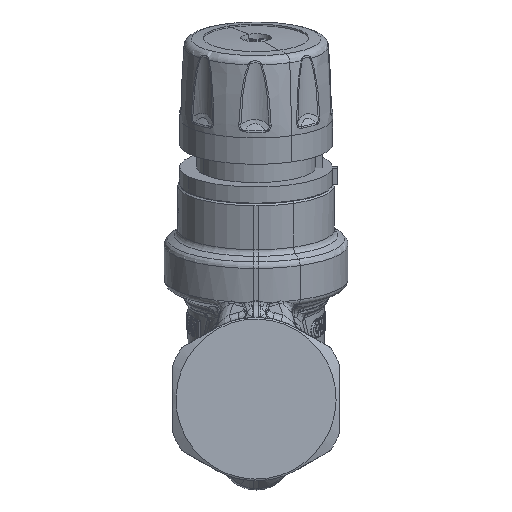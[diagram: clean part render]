
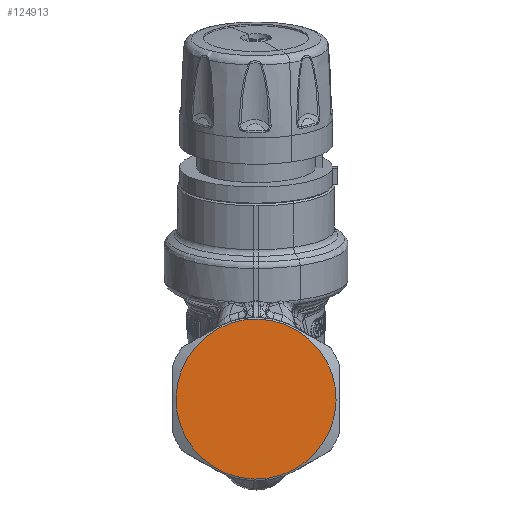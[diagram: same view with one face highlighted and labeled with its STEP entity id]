
A CAD part, front view. The second image highlights one B-rep face of the part: STEP entity #124913.
In plain terms, the highlighted planar face has unit normal (0, -1, 0).
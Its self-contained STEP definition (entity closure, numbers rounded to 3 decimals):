
#124890=CARTESIAN_POINT('Axis2P3D Location',(-4.33,-108.063,-84.852)) ;
#124895=CARTESIAN_POINT('Axis2P3D Location',(-4.33,-108.063,-102.102)) ;
#124899=CARTESIAN_POINT('Vertex',(6.936,-108.063,-122.725)) ;
#124901=CARTESIAN_POINT('Vertex',(-15.597,-108.063,-81.479)) ;
#124904=CARTESIAN_POINT('Axis2P3D Location',(-4.33,-108.063,-102.102)) ;
#124891=DIRECTION('Axis2P3D Direction',(0.,-1.,0.)) ;
#124892=DIRECTION('Axis2P3D XDirection',(1.,0.,0.)) ;
#124896=DIRECTION('Axis2P3D Direction',(0.,-1.,0.)) ;
#124905=DIRECTION('Axis2P3D Direction',(0.,-1.,0.)) ;
#124893=AXIS2_PLACEMENT_3D('Plane Axis2P3D',#124890,#124891,#124892) ;
#124897=AXIS2_PLACEMENT_3D('Circle Axis2P3D',#124895,#124896,$) ;
#124906=AXIS2_PLACEMENT_3D('Circle Axis2P3D',#124904,#124905,$) ;
#124898=CIRCLE('generated circle',#124897,23.5) ;
#124907=CIRCLE('generated circle',#124906,23.5) ;
#124894=PLANE('',#124893) ;
#124903=EDGE_CURVE('',#124900,#124902,#124898,.T.) ;
#124908=EDGE_CURVE('',#124902,#124900,#124907,.T.) ;
#124910=ORIENTED_EDGE('',*,*,#124903,.T.) ;
#124911=ORIENTED_EDGE('',*,*,#124908,.T.) ;
#124909=EDGE_LOOP('',(#124910,#124911)) ;
#124900=VERTEX_POINT('',#124899) ;
#124902=VERTEX_POINT('',#124901) ;
#124913=ADVANCED_FACE('PartBody',(#124912),#124894,.T.) ;
#124912=FACE_OUTER_BOUND('',#124909,.T.) ;
